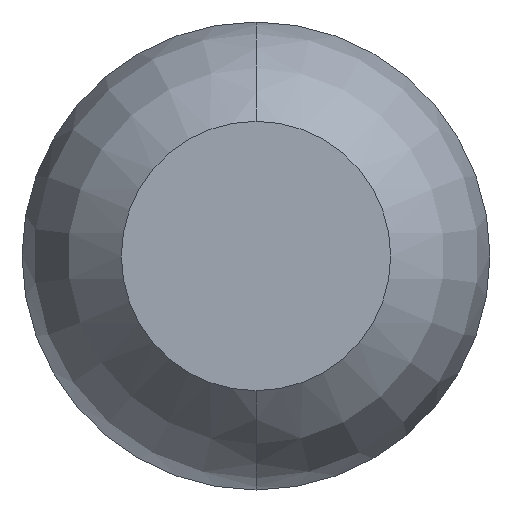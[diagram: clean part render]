
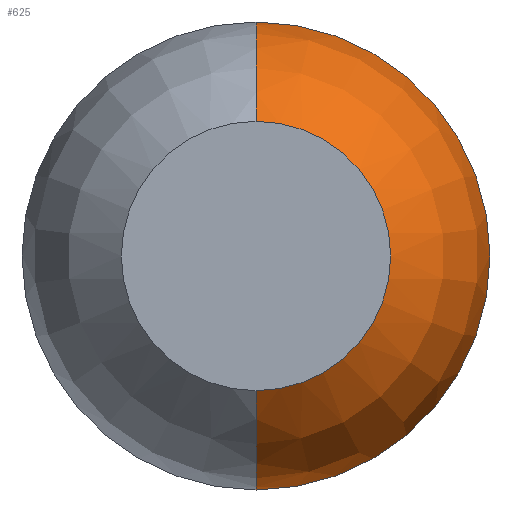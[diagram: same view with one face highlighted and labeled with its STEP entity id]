
A CAD part, front view. The second image highlights one B-rep face of the part: STEP entity #625.
In plain terms, the highlighted toroidal (fillet/blend) face has major radius 0.005 mm and minor radius 1.01 mm.
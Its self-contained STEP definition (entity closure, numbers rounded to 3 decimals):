
#34 = DIRECTION ( 'NONE',  ( 1., 0., 0. ) ) ;
#71 = DIRECTION ( 'NONE',  ( 0., 0., 1. ) ) ;
#110 = CARTESIAN_POINT ( 'NONE',  ( 0., -23.873, 0. ) ) ;
#380 = DIRECTION ( 'NONE',  ( 0., 1., 0. ) ) ;
#577 = ORIENTED_EDGE ( 'NONE', *, *, #1839, .F. ) ;
#611 = DIRECTION ( 'NONE',  ( 0., 0., -1. ) ) ;
#625 = ADVANCED_FACE ( 'Defeature ausgef�hrt1_6', ( #1662 ), #681, .T. ) ;
#681 = TOROIDAL_SURFACE ( 'NONE', #3359, 0.005, 1.01 ) ;
#839 = AXIS2_PLACEMENT_3D ( 'NONE', #110, #3872, #2248 ) ;
#984 = ORIENTED_EDGE ( 'NONE', *, *, #2263, .F. ) ;
#1055 = ORIENTED_EDGE ( 'NONE', *, *, #2916, .T. ) ;
#1206 = DIRECTION ( 'NONE',  ( 0., -1., 0. ) ) ;
#1256 = CIRCLE ( 'NONE', #839, 1.015 ) ;
#1312 = CARTESIAN_POINT ( 'NONE',  ( 0., -23.873, -0.005 ) ) ;
#1338 = DIRECTION ( 'NONE',  ( 0., 0., -1. ) ) ;
#1616 = EDGE_CURVE ( 'NONE', #3131, #2700, #1670, .T. ) ;
#1662 = FACE_OUTER_BOUND ( 'NONE', #3697, .T. ) ;
#1670 = CIRCLE ( 'NONE', #3377, 1.01 ) ;
#1823 = CARTESIAN_POINT ( 'NONE',  ( 0., -23.873, 1.015 ) ) ;
#1839 = EDGE_CURVE ( 'Defeature ausgef�hrt1_11+Defeature ausgef�hrt1_6+Defeature ausgef�hrt1_6+Defeature ausgef�hrt1_6', #3698, #3131, #2795, .T. ) ;
#1894 = CIRCLE ( 'NONE', #2793, 1.01 ) ;
#1898 = DIRECTION ( 'NONE',  ( 0., 0., 1. ) ) ;
#1985 = DIRECTION ( 'NONE',  ( -1., 0., 0. ) ) ;
#2248 = DIRECTION ( 'NONE',  ( 0., 0., 1. ) ) ;
#2263 = EDGE_CURVE ( 'Defeature ausgef�hrt1_7+Defeature ausgef�hrt1_6+Defeature ausgef�hrt1_6+Defeature ausgef�hrt1_6', #2700, #3242, #1256, .T. ) ;
#2284 = CARTESIAN_POINT ( 'NONE',  ( 0., -24.7, -0.584 ) ) ;
#2286 = CARTESIAN_POINT ( 'NONE',  ( 0., -23.873, 0.005 ) ) ;
#2534 = AXIS2_PLACEMENT_3D ( 'NONE', #3775, #1206, #611 ) ;
#2700 = VERTEX_POINT ( 'NONE', #1823 ) ;
#2724 = ORIENTED_EDGE ( 'NONE', *, *, #1616, .F. ) ;
#2793 = AXIS2_PLACEMENT_3D ( 'NONE', #1312, #34, #1338 ) ;
#2795 = CIRCLE ( 'NONE', #2534, 0.584 ) ;
#2841 = CARTESIAN_POINT ( 'NONE',  ( 0., -23.873, 0. ) ) ;
#2916 = EDGE_CURVE ( 'NONE', #3698, #3242, #1894, .T. ) ;
#3131 = VERTEX_POINT ( 'NONE', #3596 ) ;
#3242 = VERTEX_POINT ( 'NONE', #3628 ) ;
#3359 = AXIS2_PLACEMENT_3D ( 'NONE', #2841, #380, #1898 ) ;
#3377 = AXIS2_PLACEMENT_3D ( 'NONE', #2286, #1985, #71 ) ;
#3596 = CARTESIAN_POINT ( 'NONE',  ( 0., -24.7, 0.584 ) ) ;
#3628 = CARTESIAN_POINT ( 'NONE',  ( 0., -23.873, -1.015 ) ) ;
#3697 = EDGE_LOOP ( 'NONE', ( #577, #1055, #984, #2724 ) ) ;
#3698 = VERTEX_POINT ( 'NONE', #2284 ) ;
#3775 = CARTESIAN_POINT ( 'NONE',  ( 0., -24.7, 0. ) ) ;
#3872 = DIRECTION ( 'NONE',  ( 0., 1., 0. ) ) ;
